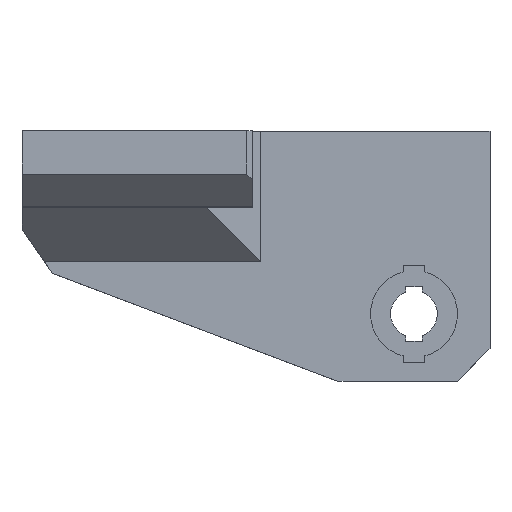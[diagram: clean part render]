
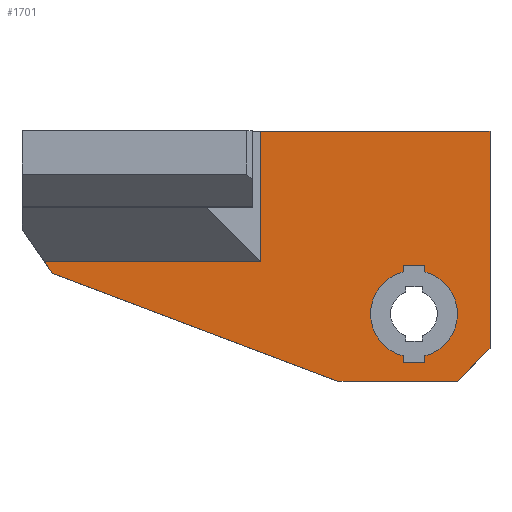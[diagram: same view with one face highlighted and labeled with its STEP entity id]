
A CAD part, top view. The second image highlights one B-rep face of the part: STEP entity #1701.
In plain terms, the highlighted planar face has unit normal (0, 0, 1).
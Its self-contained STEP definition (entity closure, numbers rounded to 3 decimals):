
#19=CIRCLE('',#1806,4.);
#20=CIRCLE('',#1807,4.);
#33=FACE_BOUND('',#257,.T.);
#74=PLANE('',#1805);
#160=FACE_OUTER_BOUND('',#256,.T.);
#256=EDGE_LOOP('',(#1425,#1426,#1427,#1428,#1429,#1430,#1431,#1432));
#257=EDGE_LOOP('',(#1433,#1434,#1435,#1436,#1437,#1438,#1439,#1440));
#379=LINE('',#2566,#596);
#434=LINE('',#2677,#651);
#436=LINE('',#2681,#653);
#439=LINE('',#2686,#656);
#440=LINE('',#2688,#657);
#441=LINE('',#2690,#658);
#442=LINE('',#2692,#659);
#443=LINE('',#2693,#660);
#444=LINE('',#2696,#661);
#445=LINE('',#2698,#662);
#446=LINE('',#2702,#663);
#447=LINE('',#2704,#664);
#448=LINE('',#2706,#665);
#449=LINE('',#2709,#666);
#596=VECTOR('',#1983,10.);
#651=VECTOR('',#2064,10.);
#653=VECTOR('',#2068,10.);
#656=VECTOR('',#2073,10.);
#657=VECTOR('',#2074,10.);
#658=VECTOR('',#2075,10.);
#659=VECTOR('',#2076,10.);
#660=VECTOR('',#2077,10.);
#661=VECTOR('',#2078,10.);
#662=VECTOR('',#2079,10.);
#663=VECTOR('',#2082,10.);
#664=VECTOR('',#2083,10.);
#665=VECTOR('',#2084,10.);
#666=VECTOR('',#2087,10.);
#819=VERTEX_POINT('',#2563);
#820=VERTEX_POINT('',#2565);
#862=VERTEX_POINT('',#2674);
#863=VERTEX_POINT('',#2676);
#864=VERTEX_POINT('',#2680);
#866=VERTEX_POINT('',#2687);
#867=VERTEX_POINT('',#2689);
#868=VERTEX_POINT('',#2691);
#869=VERTEX_POINT('',#2694);
#870=VERTEX_POINT('',#2695);
#871=VERTEX_POINT('',#2697);
#872=VERTEX_POINT('',#2699);
#873=VERTEX_POINT('',#2701);
#874=VERTEX_POINT('',#2703);
#875=VERTEX_POINT('',#2705);
#876=VERTEX_POINT('',#2707);
#1011=EDGE_CURVE('',#819,#820,#379,.T.);
#1066=EDGE_CURVE('',#862,#863,#434,.T.);
#1068=EDGE_CURVE('',#863,#864,#436,.T.);
#1071=EDGE_CURVE('',#820,#862,#439,.T.);
#1072=EDGE_CURVE('',#866,#819,#440,.T.);
#1073=EDGE_CURVE('',#867,#866,#441,.T.);
#1074=EDGE_CURVE('',#868,#867,#442,.T.);
#1075=EDGE_CURVE('',#868,#864,#443,.T.);
#1076=EDGE_CURVE('',#869,#870,#444,.T.);
#1077=EDGE_CURVE('',#870,#871,#445,.T.);
#1078=EDGE_CURVE('',#871,#872,#19,.T.);
#1079=EDGE_CURVE('',#872,#873,#446,.T.);
#1080=EDGE_CURVE('',#873,#874,#447,.T.);
#1081=EDGE_CURVE('',#874,#875,#448,.T.);
#1082=EDGE_CURVE('',#875,#876,#20,.T.);
#1083=EDGE_CURVE('',#876,#869,#449,.T.);
#1425=ORIENTED_EDGE('',*,*,#1066,.F.);
#1426=ORIENTED_EDGE('',*,*,#1071,.F.);
#1427=ORIENTED_EDGE('',*,*,#1011,.F.);
#1428=ORIENTED_EDGE('',*,*,#1072,.F.);
#1429=ORIENTED_EDGE('',*,*,#1073,.F.);
#1430=ORIENTED_EDGE('',*,*,#1074,.F.);
#1431=ORIENTED_EDGE('',*,*,#1075,.T.);
#1432=ORIENTED_EDGE('',*,*,#1068,.F.);
#1433=ORIENTED_EDGE('',*,*,#1076,.T.);
#1434=ORIENTED_EDGE('',*,*,#1077,.T.);
#1435=ORIENTED_EDGE('',*,*,#1078,.T.);
#1436=ORIENTED_EDGE('',*,*,#1079,.T.);
#1437=ORIENTED_EDGE('',*,*,#1080,.T.);
#1438=ORIENTED_EDGE('',*,*,#1081,.T.);
#1439=ORIENTED_EDGE('',*,*,#1082,.T.);
#1440=ORIENTED_EDGE('',*,*,#1083,.T.);
#1701=ADVANCED_FACE('',(#160,#33),#74,.T.);
#1805=AXIS2_PLACEMENT_3D('',#2685,#2071,#2072);
#1806=AXIS2_PLACEMENT_3D('',#2700,#2080,#2081);
#1807=AXIS2_PLACEMENT_3D('',#2708,#2085,#2086);
#1983=DIRECTION('',(1.,0.,0.));
#2064=DIRECTION('',(-0.707,-0.707,0.));
#2068=DIRECTION('',(-1.,0.,0.));
#2071=DIRECTION('center_axis',(0.,0.,1.));
#2072=DIRECTION('ref_axis',(-1.,0.,0.));
#2073=DIRECTION('',(0.,-1.,0.));
#2074=DIRECTION('',(0.,1.,0.));
#2075=DIRECTION('',(1.,0.,0.));
#2076=DIRECTION('',(-0.569,0.823,0.));
#2077=DIRECTION('',(0.935,-0.354,0.));
#2078=DIRECTION('',(1.,0.,0.));
#2079=DIRECTION('',(0.,-1.,0.));
#2080=DIRECTION('center_axis',(0.,0.,-1.));
#2081=DIRECTION('ref_axis',(1.,0.,0.));
#2082=DIRECTION('',(0.,-1.,0.));
#2083=DIRECTION('',(-1.,0.,0.));
#2084=DIRECTION('',(0.,1.,0.));
#2085=DIRECTION('center_axis',(0.,0.,-1.));
#2086=DIRECTION('ref_axis',(1.,0.,0.));
#2087=DIRECTION('',(0.,1.,0.));
#2563=CARTESIAN_POINT('',(5.,0.,-26.8));
#2565=CARTESIAN_POINT('',(26.1,0.,-26.8));
#2566=CARTESIAN_POINT('',(-3.,0.,-26.8));
#2674=CARTESIAN_POINT('',(26.1,-20.,-26.8));
#2676=CARTESIAN_POINT('',(23.1,-23.,-26.8));
#2677=CARTESIAN_POINT('',(30.35,-15.75,-26.8));
#2680=CARTESIAN_POINT('',(12.1,-23.,-26.8));
#2681=CARTESIAN_POINT('',(26.1,-23.,-26.8));
#2685=CARTESIAN_POINT('Origin',(26.1,0.,-26.8));
#2686=CARTESIAN_POINT('',(26.1,0.,-26.8));
#2687=CARTESIAN_POINT('',(5.,-12.,-26.8));
#2688=CARTESIAN_POINT('',(5.,0.,-26.8));
#2689=CARTESIAN_POINT('',(-14.927,-12.,-26.8));
#2690=CARTESIAN_POINT('',(15.325,-12.,-26.8));
#2691=CARTESIAN_POINT('',(-14.194,-13.061,-26.8));
#2692=CARTESIAN_POINT('',(-11.438,-17.049,-26.8));
#2693=CARTESIAN_POINT('',(12.1,-23.,-26.8));
#2694=CARTESIAN_POINT('',(18.1,-12.3,-26.8));
#2695=CARTESIAN_POINT('',(20.1,-12.3,-26.8));
#2696=CARTESIAN_POINT('',(22.1,-12.3,-26.8));
#2697=CARTESIAN_POINT('',(20.1,-12.927,-26.8));
#2698=CARTESIAN_POINT('',(20.1,-6.15,-26.8));
#2699=CARTESIAN_POINT('',(20.1,-20.673,-26.8));
#2700=CARTESIAN_POINT('Origin',(19.1,-16.8,-26.8));
#2701=CARTESIAN_POINT('',(20.1,-21.3,-26.8));
#2702=CARTESIAN_POINT('',(20.1,-10.336,-26.8));
#2703=CARTESIAN_POINT('',(18.1,-21.3,-26.8));
#2704=CARTESIAN_POINT('',(23.1,-21.3,-26.8));
#2705=CARTESIAN_POINT('',(18.1,-20.673,-26.8));
#2706=CARTESIAN_POINT('',(18.1,-10.65,-26.8));
#2707=CARTESIAN_POINT('',(18.1,-12.927,-26.8));
#2708=CARTESIAN_POINT('Origin',(19.1,-16.8,-26.8));
#2709=CARTESIAN_POINT('',(18.1,-6.464,-26.8));
